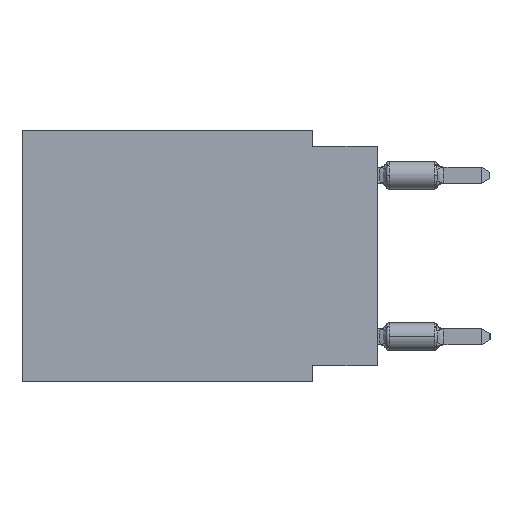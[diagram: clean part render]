
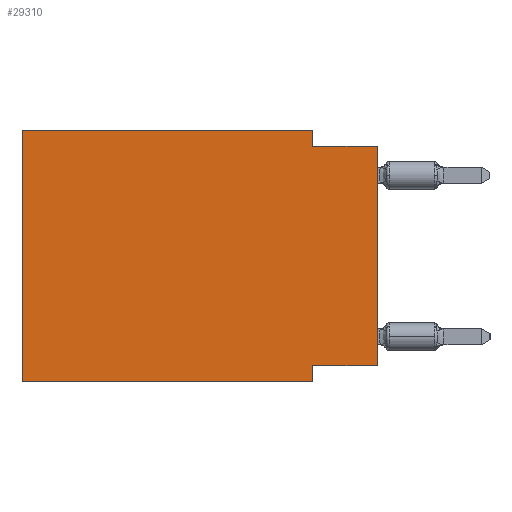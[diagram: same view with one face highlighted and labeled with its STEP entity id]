
A CAD part, left-side view. The second image highlights one B-rep face of the part: STEP entity #29310.
In plain terms, the highlighted planar face has unit normal (-1, 0, 0).
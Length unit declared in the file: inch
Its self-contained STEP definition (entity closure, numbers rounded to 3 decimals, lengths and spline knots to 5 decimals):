
#735 = VECTOR ( 'NONE', #10710, 39.37008 ) ;
#1282 = ORIENTED_EDGE ( 'NONE', *, *, #11595, .T. ) ;
#1761 = VERTEX_POINT ( 'NONE', #20334 ) ;
#2404 = CARTESIAN_POINT ( 'NONE',  ( 0., 0.55, -0.39 ) ) ;
#2626 = DIRECTION ( 'NONE',  ( 0., -1., 0. ) ) ;
#3599 = CARTESIAN_POINT ( 'NONE',  ( 0., 0.1, -0.39 ) ) ;
#3802 = EDGE_CURVE ( 'NONE', #9950, #12251, #15710, .T. ) ;
#4027 = EDGE_CURVE ( 'NONE', #22702, #12251, #7826, .T. ) ;
#4123 = CARTESIAN_POINT ( 'NONE',  ( 0., 0., -0.365 ) ) ;
#4492 = VECTOR ( 'NONE', #2626, 39.37008 ) ;
#6057 = DIRECTION ( 'NONE',  ( 0., 1., 0. ) ) ;
#6560 = CARTESIAN_POINT ( 'NONE',  ( 0., 0.1, 0. ) ) ;
#7081 = CARTESIAN_POINT ( 'NONE',  ( 0., 0.55, 0. ) ) ;
#7166 = DIRECTION ( 'NONE',  ( 0., 0., -1. ) ) ;
#7826 = LINE ( 'NONE', #3599, #10282 ) ;
#8317 = LINE ( 'NONE', #10423, #735 ) ;
#9030 = LINE ( 'NONE', #7081, #18445 ) ;
#9058 = CARTESIAN_POINT ( 'NONE',  ( 0., 0.55, 0. ) ) ;
#9205 = PLANE ( 'NONE',  #18517 ) ;
#9779 = VECTOR ( 'NONE', #7166, 39.37008 ) ;
#9950 = VERTEX_POINT ( 'NONE', #2404 ) ;
#10282 = VECTOR ( 'NONE', #14793, 39.37008 ) ;
#10423 = CARTESIAN_POINT ( 'NONE',  ( 0., 0.55, 0. ) ) ;
#10710 = DIRECTION ( 'NONE',  ( 0., 0., 1. ) ) ;
#11595 = EDGE_CURVE ( 'NONE', #18686, #27945, #18216, .T. ) ;
#11683 = ORIENTED_EDGE ( 'NONE', *, *, #13883, .F. ) ;
#12130 = ORIENTED_EDGE ( 'NONE', *, *, #25637, .F. ) ;
#12251 = VERTEX_POINT ( 'NONE', #26456 ) ;
#13883 = EDGE_CURVE ( 'NONE', #1761, #27945, #27504, .T. ) ;
#13938 = EDGE_CURVE ( 'NONE', #26539, #1761, #27814, .T. ) ;
#14010 = EDGE_CURVE ( 'NONE', #18686, #22702, #26419, .T. ) ;
#14247 = ORIENTED_EDGE ( 'NONE', *, *, #14010, .F. ) ;
#14793 = DIRECTION ( 'NONE',  ( 0., 0., -1. ) ) ;
#15571 = EDGE_CURVE ( 'NONE', #9950, #20985, #8317, .T. ) ;
#15710 = LINE ( 'NONE', #27440, #18830 ) ;
#16462 = DIRECTION ( 'NONE',  ( 0., 0., -1. ) ) ;
#17116 = CARTESIAN_POINT ( 'NONE',  ( 0., 0., -0.025 ) ) ;
#17130 = ORIENTED_EDGE ( 'NONE', *, *, #13938, .F. ) ;
#18019 = CARTESIAN_POINT ( 'NONE',  ( 0., 0.1, 0. ) ) ;
#18216 = LINE ( 'NONE', #18506, #21839 ) ;
#18281 = FACE_OUTER_BOUND ( 'NONE', #18508, .T. ) ;
#18445 = VECTOR ( 'NONE', #27891, 39.37008 ) ;
#18506 = CARTESIAN_POINT ( 'NONE',  ( 0., 0., 0. ) ) ;
#18508 = EDGE_LOOP ( 'NONE', ( #1282, #11683, #17130, #12130, #22554, #23454, #19225, #14247 ) ) ;
#18517 = AXIS2_PLACEMENT_3D ( 'NONE', #9058, #20829, #16462 ) ;
#18686 = VERTEX_POINT ( 'NONE', #4123 ) ;
#18830 = VECTOR ( 'NONE', #20227, 39.37008 ) ;
#19225 = ORIENTED_EDGE ( 'NONE', *, *, #4027, .F. ) ;
#20227 = DIRECTION ( 'NONE',  ( 0., -1., 0. ) ) ;
#20334 = CARTESIAN_POINT ( 'NONE',  ( 0., 0.1, -0.025 ) ) ;
#20829 = DIRECTION ( 'NONE',  ( 1., 0., 0. ) ) ;
#20985 = VERTEX_POINT ( 'NONE', #26509 ) ;
#21365 = VECTOR ( 'NONE', #6057, 39.37008 ) ;
#21608 = CARTESIAN_POINT ( 'NONE',  ( 0., 0.1, -0.365 ) ) ;
#21743 = CARTESIAN_POINT ( 'NONE',  ( 0., 0., -0.365 ) ) ;
#21839 = VECTOR ( 'NONE', #25451, 39.37008 ) ;
#22554 = ORIENTED_EDGE ( 'NONE', *, *, #15571, .F. ) ;
#22702 = VERTEX_POINT ( 'NONE', #21608 ) ;
#23454 = ORIENTED_EDGE ( 'NONE', *, *, #3802, .T. ) ;
#25451 = DIRECTION ( 'NONE',  ( 0., 0., 1. ) ) ;
#25637 = EDGE_CURVE ( 'NONE', #20985, #26539, #9030, .T. ) ;
#26419 = LINE ( 'NONE', #21743, #21365 ) ;
#26456 = CARTESIAN_POINT ( 'NONE',  ( 0., 0.1, -0.39 ) ) ;
#26509 = CARTESIAN_POINT ( 'NONE',  ( 0., 0.55, 0. ) ) ;
#26539 = VERTEX_POINT ( 'NONE', #6560 ) ;
#27440 = CARTESIAN_POINT ( 'NONE',  ( 0., 0.55, -0.39 ) ) ;
#27504 = LINE ( 'NONE', #29625, #4492 ) ;
#27814 = LINE ( 'NONE', #18019, #9779 ) ;
#27891 = DIRECTION ( 'NONE',  ( 0., -1., 0. ) ) ;
#27945 = VERTEX_POINT ( 'NONE', #17116 ) ;
#29310 = ADVANCED_FACE ( 'NONE', ( #18281 ), #9205, .F. ) ;
#29625 = CARTESIAN_POINT ( 'NONE',  ( 0., 0., -0.025 ) ) ;
